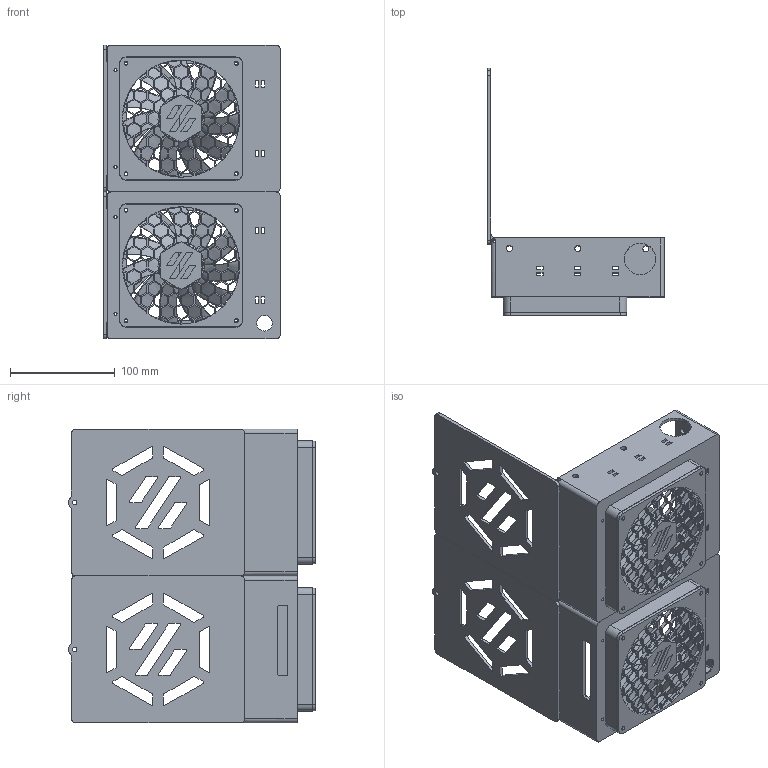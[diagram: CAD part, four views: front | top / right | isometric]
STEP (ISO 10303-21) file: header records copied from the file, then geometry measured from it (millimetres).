
FILE_DESCRIPTION (( 'STEP AP214' ), '1' );
FILE_NAME ('Duet Wifi Case - Assembly.STEP', '2017-07-22T12:33:51', ( '' ), ( '' ), 'SwSTEP 2.0', 'SolidWorks 2017', '' );
FILE_SCHEMA (( 'AUTOMOTIVE_DESIGN' ));
Length unit declared in the file: millimetre
Products named in the file (6): Fan Guard; Duet Wifi Case; Duet Wifi Case - Assembly; Duex5 or x2 Case; Duet Wifi Door; 80x80x10 Fan
Assembly tree (8 placements, depth 2):
  Duet Wifi Case - Assembly
    Duet Wifi Case
    80x80x10 Fan  x2
    Fan Guard  x2
    Duet Wifi Door  x2
    Duex5 or x2 Case
Bounding box: 168.2 x 235.73 x 280 mm (x, y, z)
Volume: 548805.9 mm3; surface area: 404419.9 mm2
Topology: 8 solids, 8 shells, 1856 faces, 5478 edges, 3579 vertices
Faces by surface type: plane 1252, cylinder 475, bspline 77, torus 34, sphere 10, cone 8
Entity records: 43855 total; most frequent: CARTESIAN_POINT 10334, ORIENTED_EDGE 6842, DIRECTION 6298, EDGE_CURVE 3421, LINE 2500, VECTOR 2500, VERTEX_POINT 2247, AXIS2_PLACEMENT_3D 1899
